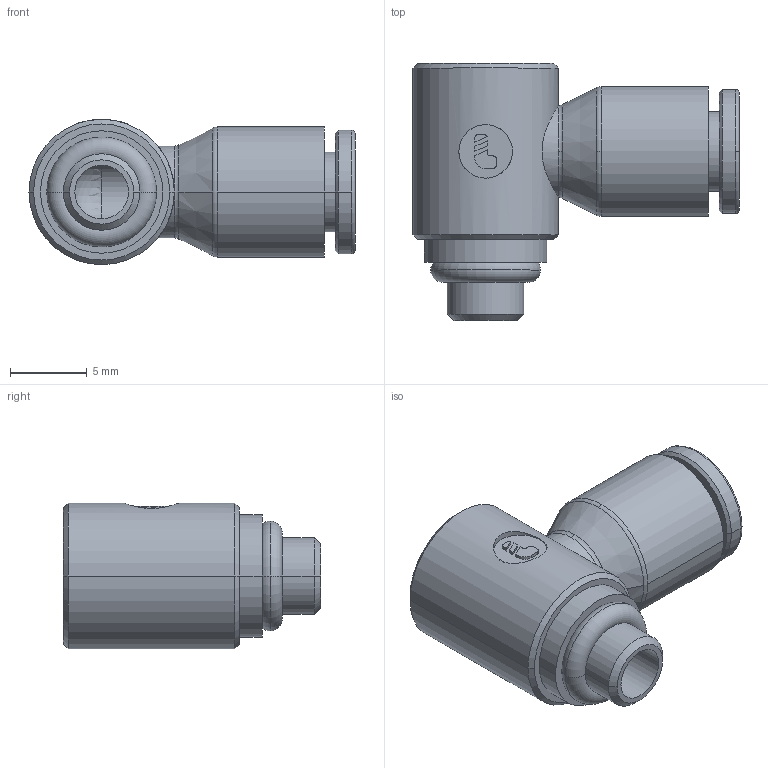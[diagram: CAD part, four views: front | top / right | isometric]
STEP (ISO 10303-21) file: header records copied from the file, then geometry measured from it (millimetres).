
FILE_DESCRIPTION(('STEP AP203'),'1');
FILE_NAME('3118_04_19.stp','2019-05-13T11:41:57',('TraceParts'),('TraceParts S.A.'),'Spatial InterOp 3D',' ',' ');
FILE_SCHEMA(('CONFIG_CONTROL_DESIGN'));
Length unit declared in the file: millimetre
Products named in the file (1): 1
Bounding box: 21.31 x 16.8 x 9.5 mm (x, y, z)
Volume: 1235.7 mm3; surface area: 1381.8 mm2
Topology: 1 solids, 2 shells, 89 faces, 211 edges, 134 vertices
Faces by surface type: cylinder 32, plane 32, torus 12, cone 12, sphere 1
Entity records: 2758 total; most frequent: CARTESIAN_POINT 568, DIRECTION 494, ORIENTED_EDGE 418, EDGE_CURVE 209, AXIS2_PLACEMENT_3D 202, VERTEX_POINT 134, CIRCLE 110, EDGE_LOOP 103
